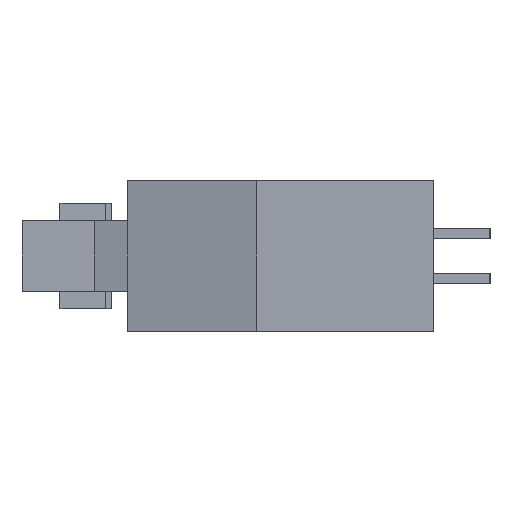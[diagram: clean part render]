
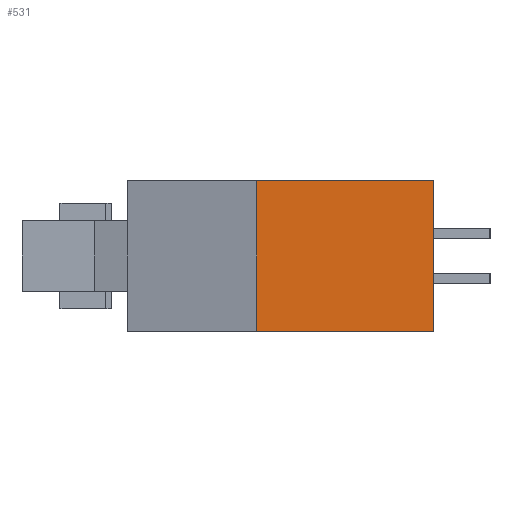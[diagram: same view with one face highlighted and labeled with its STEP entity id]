
A CAD part, left-side view. The second image highlights one B-rep face of the part: STEP entity #531.
In plain terms, the highlighted free-form (B-spline) face has degree [1, 1] with [2, 2] control points.
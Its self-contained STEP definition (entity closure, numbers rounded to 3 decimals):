
#531=ADVANCED_FACE('F91',(#1160),#1161,.T.);
#1160=FACE_OUTER_BOUND('',#2434,.T.);
#1161=B_SPLINE_SURFACE_WITH_KNOTS('',1,1,((#2435,#2436),(#2437,#2438)),.UNSPECIFIED.,.F.,.F.,.F.,(2,2),(2,2),(0.0,1.176),(0.0,1.0),.UNSPECIFIED.);
#2434=EDGE_LOOP('',(#3681,#3682,#3683,#3684));
#2435=CARTESIAN_POINT('',(-31.573,12.59,0.0));
#2436=CARTESIAN_POINT('',(-31.573,12.59,8.5));
#2437=CARTESIAN_POINT('',(-31.573,2.59,0.0));
#2438=CARTESIAN_POINT('',(-31.573,2.59,8.5));
#3681=ORIENTED_EDGE('',*,*,#4423,.T.);
#3682=ORIENTED_EDGE('',*,*,#4424,.T.);
#3683=ORIENTED_EDGE('',*,*,#4425,.T.);
#3684=ORIENTED_EDGE('',*,*,#4420,.F.);
#4420=EDGE_CURVE('E290',#5108,#5110,#5111,.T.);
#4423=EDGE_CURVE('E248',#5108,#5114,#5115,.T.);
#4424=EDGE_CURVE('E125',#5114,#5116,#5117,.T.);
#4425=EDGE_CURVE('E289',#5116,#5110,#5118,.T.);
#5108=VERTEX_POINT('V180',#6306);
#5110=VERTEX_POINT('V203',#6309);
#5111=B_SPLINE_CURVE_WITH_KNOTS('',1,(#6310,#6311),.UNSPECIFIED.,.F.,.F.,(2,2),(0.0,1.125),.UNSPECIFIED.);
#5114=VERTEX_POINT('V94',#6315);
#5115=B_SPLINE_CURVE_WITH_KNOTS('',1,(#6316,#6317),.UNSPECIFIED.,.F.,.F.,(2,2),(0.0,1.176),.UNSPECIFIED.);
#5116=VERTEX_POINT('V93',#6318);
#5117=B_SPLINE_CURVE_WITH_KNOTS('',1,(#6319,#6320),.UNSPECIFIED.,.F.,.F.,(2,2),(0.0,1.0),.UNSPECIFIED.);
#5118=B_SPLINE_CURVE_WITH_KNOTS('',1,(#6321,#6322),.UNSPECIFIED.,.F.,.F.,(2,2),(0.0,1.176),.UNSPECIFIED.);
#6306=CARTESIAN_POINT('',(-31.573,12.59,0.0));
#6309=CARTESIAN_POINT('',(-31.573,12.59,8.5));
#6310=CARTESIAN_POINT('',(-31.573,12.59,0.0));
#6311=CARTESIAN_POINT('',(-31.573,12.59,8.5));
#6315=CARTESIAN_POINT('',(-31.573,2.59,0.0));
#6316=CARTESIAN_POINT('',(-31.573,12.59,0.0));
#6317=CARTESIAN_POINT('',(-31.573,2.59,0.0));
#6318=CARTESIAN_POINT('',(-31.573,2.59,8.5));
#6319=CARTESIAN_POINT('',(-31.573,2.59,0.0));
#6320=CARTESIAN_POINT('',(-31.573,2.59,8.5));
#6321=CARTESIAN_POINT('',(-31.573,2.59,8.5));
#6322=CARTESIAN_POINT('',(-31.573,12.59,8.5));
